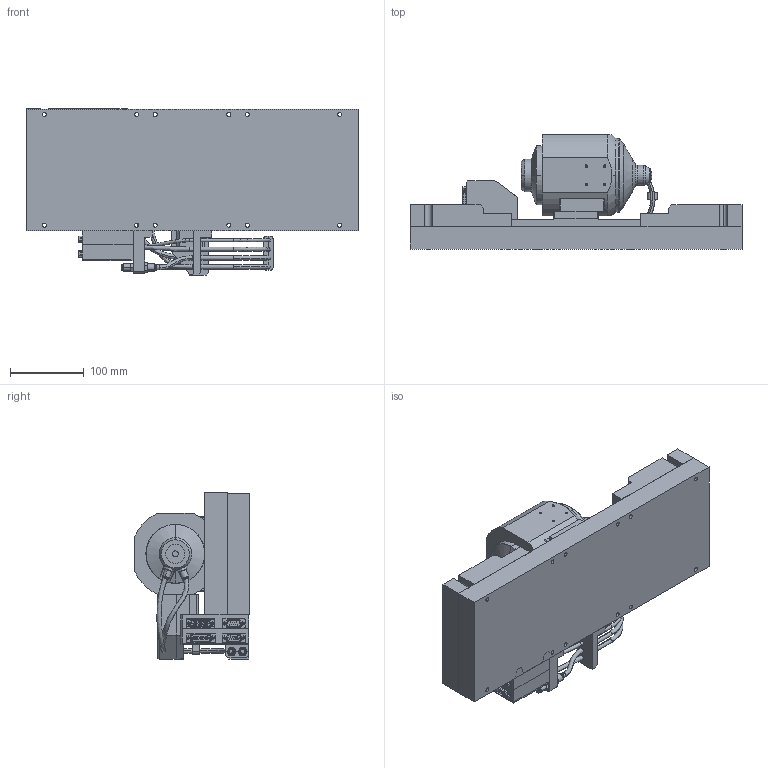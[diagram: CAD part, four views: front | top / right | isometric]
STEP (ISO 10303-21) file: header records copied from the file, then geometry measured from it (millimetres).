
FILE_DESCRIPTION (( 'STEP AP214' ), '1' );
FILE_NAME ('29062temp.STEP', '2018-12-11T15:32:17', ( '' ), ( '' ), 'SwSTEP 2.0', 'SolidWorks 2016', '' );
FILE_SCHEMA (( 'AUTOMOTIVE_DESIGN' ));
Length unit declared in the file: millimetre
Products named in the file (35): 1000074_Export; 1000119_Export; 1000164_Export; 1000001_Export; 1000114_Export; 1000161_Export; 1000113_Export; 1000163_file_export73; 1000168_file_export52; 1000032_Export; 1000021_Export; 1000136_Export; 1000089_Export; 1000147_Export; 1000003_Export; 1000104_Export; 29062temp; 1000020_Export; 1000165_Export; 1000072_file_export439; 1000045_Export; 1000160_Export; 1000029_file_export460; 1000162_file_export58; 1000100_Export; 1000112_Export; 1000159_file_export57; 1000149_Export; 1000002_Export; 1000090_Export; 1000167_Export; 1000118_Export; 1000073_Export; 1000102_Export; 1000087_Export
Assembly tree (49 placements, depth 4):
  29062temp
    1000073_Export
      1000001_Export
      1000002_Export
      1000003_Export  x2
      1000045_Export
      1000021_Export  x4
      1000020_Export
      1000032_Export
        1000029_file_export460
      1000072_file_export439
    1000147_Export
      1000074_Export
      1000087_Export
      1000089_Export
      1000090_Export
      1000136_Export
      1000102_Export  x2
      1000100_Export
      1000104_Export
      1000112_Export
      1000113_Export
      1000114_Export
    1000102_Export  x4
    1000021_Export  x4
    1000160_Export
    1000168_file_export52
      1000167_Export
    1000161_Export
    1000165_Export  x2
    1000119_Export
    1000164_Export
    1000118_Export
    1000020_Export
    1000149_Export
    1000159_file_export57
    1000162_file_export58
    1000163_file_export73
Bounding box: 450 x 155 x 225 mm (x, y, z)
Volume: 5478987.2 mm3; surface area: 642468.3 mm2
Topology: 46 solids, 46 shells, 2227 faces, 5279 edges, 3245 vertices
Faces by surface type: plane 927, cylinder 640, bspline 350, cone 267, torus 39, sphere 4
Entity records: 65986 total; most frequent: CARTESIAN_POINT 23162, ORIENTED_EDGE 7326, DIRECTION 7083, EDGE_CURVE 3663, AXIS2_PLACEMENT_3D 2533, VERTEX_POINT 2360, LINE 2017, VECTOR 2017
